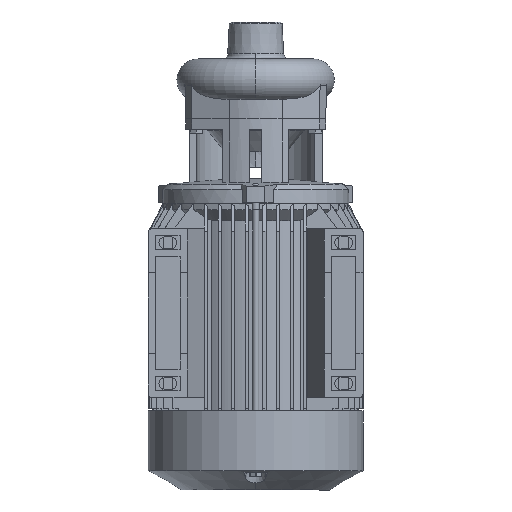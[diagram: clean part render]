
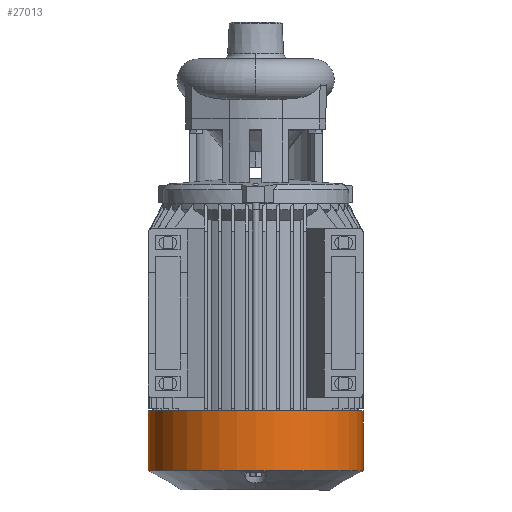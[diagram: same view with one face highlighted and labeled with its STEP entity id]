
A CAD part, front view. The second image highlights one B-rep face of the part: STEP entity #27013.
In plain terms, the highlighted cylindrical face has radius 61 mm (diameter 122 mm), a partial arc.
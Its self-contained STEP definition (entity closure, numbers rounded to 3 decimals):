
#1008 = EDGE_CURVE ( 'NONE', #21292, #36398, #24181, .T. ) ;
#1325 = VERTEX_POINT ( 'NONE', #18630 ) ;
#2759 = EDGE_CURVE ( 'NONE', #30731, #3291, #32563, .T. ) ;
#3291 = VERTEX_POINT ( 'NONE', #9127 ) ;
#3476 = CARTESIAN_POINT ( 'NONE',  ( 0., -61., -222.03 ) ) ;
#6309 = DIRECTION ( 'NONE',  ( 1., 0., 0. ) ) ;
#6642 = CARTESIAN_POINT ( 'NONE',  ( 0., 0., -222.03 ) ) ;
#9127 = CARTESIAN_POINT ( 'NONE',  ( -61., 0., -188. ) ) ;
#9692 = CYLINDRICAL_SURFACE ( 'NONE', #26902, 61. ) ;
#12365 = DIRECTION ( 'NONE',  ( 0., 0., 1. ) ) ;
#13099 = EDGE_CURVE ( 'NONE', #1325, #3291, #36209, .T. ) ;
#14060 = DIRECTION ( 'NONE',  ( 1., 0., 0. ) ) ;
#16725 = CARTESIAN_POINT ( 'NONE',  ( 0., 0., -222.03 ) ) ;
#18630 = CARTESIAN_POINT ( 'NONE',  ( -61., 0., -222.03 ) ) ;
#19200 = AXIS2_PLACEMENT_3D ( 'NONE', #22812, #29632, #6309 ) ;
#20046 = DIRECTION ( 'NONE',  ( 0., 0., 1. ) ) ;
#21292 = VERTEX_POINT ( 'NONE', #3476 ) ;
#21359 = ORIENTED_EDGE ( 'NONE', *, *, #34211, .T. ) ;
#22389 = VECTOR ( 'NONE', #12365, 1000. ) ;
#22812 = CARTESIAN_POINT ( 'NONE',  ( 0., 0., -188. ) ) ;
#24059 = CIRCLE ( 'NONE', #35334, 61. ) ;
#24181 = CIRCLE ( 'NONE', #30539, 61. ) ;
#25579 = LINE ( 'NONE', #29099, #22389 ) ;
#26198 = DIRECTION ( 'NONE',  ( 0., 0., 1. ) ) ;
#26557 = CARTESIAN_POINT ( 'NONE',  ( 61., 0., -188. ) ) ;
#26902 = AXIS2_PLACEMENT_3D ( 'NONE', #29274, #26198, #43349 ) ;
#27013 = ADVANCED_FACE ( 'NONE', ( #39183 ), #9692, .T. ) ;
#27290 = EDGE_CURVE ( 'NONE', #1325, #21292, #24059, .T. ) ;
#27490 = VECTOR ( 'NONE', #32244, 1000. ) ;
#29099 = CARTESIAN_POINT ( 'NONE',  ( 61., 0., -188. ) ) ;
#29274 = CARTESIAN_POINT ( 'NONE',  ( 0., 0., -188. ) ) ;
#29632 = DIRECTION ( 'NONE',  ( 0., 0., -1. ) ) ;
#30141 = DIRECTION ( 'NONE',  ( 0., 0., 1. ) ) ;
#30157 = DIRECTION ( 'NONE',  ( 1., 0., 0. ) ) ;
#30406 = ORIENTED_EDGE ( 'NONE', *, *, #1008, .T. ) ;
#30539 = AXIS2_PLACEMENT_3D ( 'NONE', #6642, #20046, #30157 ) ;
#30731 = VERTEX_POINT ( 'NONE', #26557 ) ;
#32244 = DIRECTION ( 'NONE',  ( 0., 0., 1. ) ) ;
#32563 = CIRCLE ( 'NONE', #19200, 61. ) ;
#34211 = EDGE_CURVE ( 'NONE', #36398, #30731, #25579, .T. ) ;
#35334 = AXIS2_PLACEMENT_3D ( 'NONE', #16725, #30141, #14060 ) ;
#36209 = LINE ( 'NONE', #39075, #27490 ) ;
#36398 = VERTEX_POINT ( 'NONE', #36742 ) ;
#36742 = CARTESIAN_POINT ( 'NONE',  ( 61., 0., -222.03 ) ) ;
#37114 = ORIENTED_EDGE ( 'NONE', *, *, #27290, .T. ) ;
#38628 = EDGE_LOOP ( 'NONE', ( #40149, #37114, #30406, #21359, #42597 ) ) ;
#39075 = CARTESIAN_POINT ( 'NONE',  ( -61., 0., -188. ) ) ;
#39183 = FACE_OUTER_BOUND ( 'NONE', #38628, .T. ) ;
#40149 = ORIENTED_EDGE ( 'NONE', *, *, #13099, .F. ) ;
#42597 = ORIENTED_EDGE ( 'NONE', *, *, #2759, .T. ) ;
#43349 = DIRECTION ( 'NONE',  ( 1., 0., 0. ) ) ;
